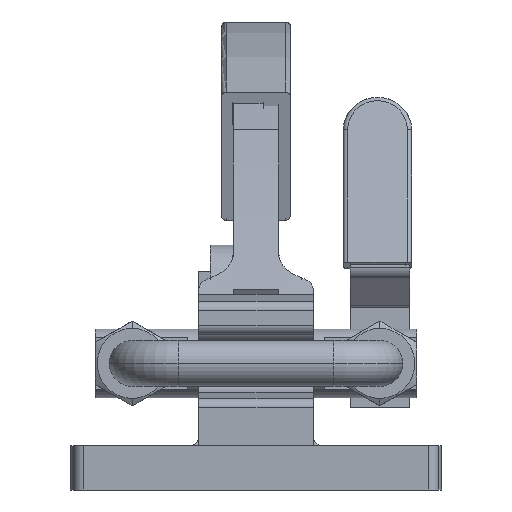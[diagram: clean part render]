
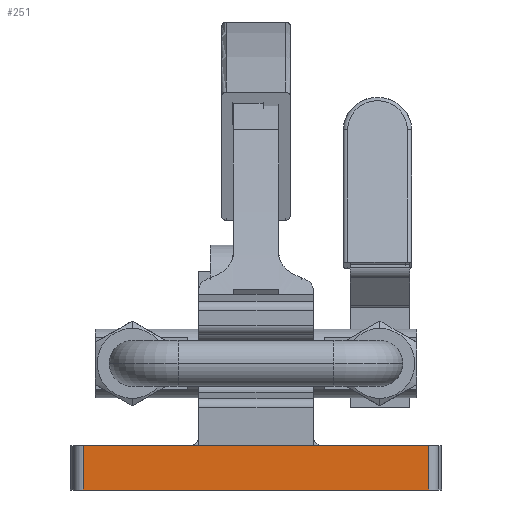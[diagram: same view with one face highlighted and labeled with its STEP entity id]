
A CAD part, left-side view. The second image highlights one B-rep face of the part: STEP entity #251.
In plain terms, the highlighted planar face has unit normal (-1, 0, 0).
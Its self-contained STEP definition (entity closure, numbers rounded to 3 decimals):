
#251 = ADVANCED_FACE ( 'NONE', ( #3108 ), #3657, .F. ) ;
#407 = EDGE_LOOP ( 'NONE', ( #2278, #2279, #2280, #2281 ) ) ;
#2278 = ORIENTED_EDGE ( 'NONE', *, *, #3215, .F. ) ;
#2279 = ORIENTED_EDGE ( 'NONE', *, *, #3216, .T. ) ;
#2280 = ORIENTED_EDGE ( 'NONE', *, *, #3217, .T. ) ;
#2281 = ORIENTED_EDGE ( 'NONE', *, *, #3218, .T. ) ;
#2887 = VERTEX_POINT ( 'NONE', #8482 ) ;
#2907 = VERTEX_POINT ( 'NONE', #8506 ) ;
#2910 = VERTEX_POINT ( 'NONE', #8509 ) ;
#2913 = VERTEX_POINT ( 'NONE', #8512 ) ;
#3108 = FACE_OUTER_BOUND ( 'NONE', #407, .T. ) ;
#3215 = EDGE_CURVE ( 'NONE', #2907, #2910, #7238, .T. ) ;
#3216 = EDGE_CURVE ( 'NONE', #2907, #2913, #7232, .T. ) ;
#3217 = EDGE_CURVE ( 'NONE', #2913, #2887, #7240, .T. ) ;
#3218 = EDGE_CURVE ( 'NONE', #2887, #2910, #7244, .T. ) ;
#3351 = AXIS2_PLACEMENT_3D ( 'NONE', #3651, #3659, #3660 ) ;
#3651 = CARTESIAN_POINT ( 'NONE',  ( -28.6, 0., 9.7 ) ) ;
#3657 = PLANE ( 'NONE',  #3351 ) ;
#3659 = DIRECTION ( 'NONE',  ( 1., 0., 0. ) ) ;
#3660 = DIRECTION ( 'NONE',  ( 0., 1., 0. ) ) ;
#7232 = LINE ( 'NONE', #8609, #7243 ) ;
#7238 = LINE ( 'NONE', #8625, #7241 ) ;
#7240 = LINE ( 'NONE', #8618, #7245 ) ;
#7241 = VECTOR ( 'NONE', #8627, 1000. ) ;
#7243 = VECTOR ( 'NONE', #8628, 1000. ) ;
#7244 = LINE ( 'NONE', #8630, #7247 ) ;
#7245 = VECTOR ( 'NONE', #8629, 1000. ) ;
#7247 = VECTOR ( 'NONE', #8631, 1000. ) ;
#8482 = CARTESIAN_POINT ( 'NONE',  ( -28.6, -37.7, 0. ) ) ;
#8506 = CARTESIAN_POINT ( 'NONE',  ( -28.6, 37.7, 9.7 ) ) ;
#8509 = CARTESIAN_POINT ( 'NONE',  ( -28.6, -37.7, 9.7 ) ) ;
#8512 = CARTESIAN_POINT ( 'NONE',  ( -28.6, 37.7, 0. ) ) ;
#8609 = CARTESIAN_POINT ( 'NONE',  ( -28.6, 37.7, 0. ) ) ;
#8618 = CARTESIAN_POINT ( 'NONE',  ( -28.6, 0., 0. ) ) ;
#8625 = CARTESIAN_POINT ( 'NONE',  ( -28.6, 0., 9.7 ) ) ;
#8627 = DIRECTION ( 'NONE',  ( 0., -1., 0. ) ) ;
#8628 = DIRECTION ( 'NONE',  ( 0., 0., -1. ) ) ;
#8629 = DIRECTION ( 'NONE',  ( 0., -1., 0. ) ) ;
#8630 = CARTESIAN_POINT ( 'NONE',  ( -28.6, -37.7, 9.7 ) ) ;
#8631 = DIRECTION ( 'NONE',  ( 0., 0., 1. ) ) ;
